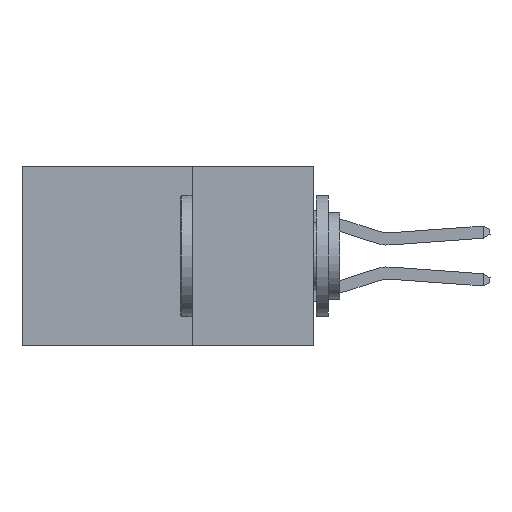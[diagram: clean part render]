
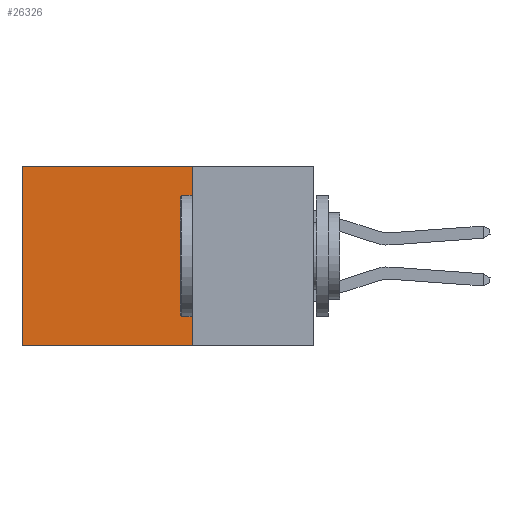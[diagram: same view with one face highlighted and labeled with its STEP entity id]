
A CAD part, left-side view. The second image highlights one B-rep face of the part: STEP entity #26326.
In plain terms, the highlighted planar face has unit normal (-1, 0, 0).
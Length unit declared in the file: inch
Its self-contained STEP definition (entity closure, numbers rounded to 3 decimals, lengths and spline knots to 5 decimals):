
#169 = EDGE_LOOP ( 'NONE', ( #15040, #39579, #16513, #34011 ) ) ;
#2046 = EDGE_CURVE ( 'NONE', #27878, #30744, #28231, .T. ) ;
#2590 = VECTOR ( 'NONE', #35906, 39.37008 ) ;
#2701 = CARTESIAN_POINT ( 'NONE',  ( 0.2875, 0.25, 0. ) ) ;
#5030 = CARTESIAN_POINT ( 'NONE',  ( 0.2875, 0.6, -0.37 ) ) ;
#6198 = LINE ( 'NONE', #2701, #37718 ) ;
#14972 = VERTEX_POINT ( 'NONE', #23883 ) ;
#15040 = ORIENTED_EDGE ( 'NONE', *, *, #2046, .T. ) ;
#15100 = CARTESIAN_POINT ( 'NONE',  ( 0.2875, 0.25, 0. ) ) ;
#16513 = ORIENTED_EDGE ( 'NONE', *, *, #25858, .F. ) ;
#17402 = CARTESIAN_POINT ( 'NONE',  ( 0.2875, 0.25, 0. ) ) ;
#18080 = DIRECTION ( 'NONE',  ( 0., 1., 0. ) ) ;
#19795 = VERTEX_POINT ( 'NONE', #28908 ) ;
#22107 = PLANE ( 'NONE',  #37467 ) ;
#23883 = CARTESIAN_POINT ( 'NONE',  ( 0.2875, 0.25, 0. ) ) ;
#25858 = EDGE_CURVE ( 'NONE', #14972, #19795, #6198, .T. ) ;
#26326 = ADVANCED_FACE ( 'NONE', ( #28692 ), #22107, .F. ) ;
#26866 = VECTOR ( 'NONE', #27383, 39.37008 ) ;
#27383 = DIRECTION ( 'NONE',  ( 0., 1., 0. ) ) ;
#27878 = VERTEX_POINT ( 'NONE', #28407 ) ;
#28231 = LINE ( 'NONE', #36052, #2590 ) ;
#28407 = CARTESIAN_POINT ( 'NONE',  ( 0.2875, 0.6, 0. ) ) ;
#28692 = FACE_OUTER_BOUND ( 'NONE', #169, .T. ) ;
#28783 = LINE ( 'NONE', #17402, #40746 ) ;
#28908 = CARTESIAN_POINT ( 'NONE',  ( 0.2875, 0.25, -0.37 ) ) ;
#30744 = VERTEX_POINT ( 'NONE', #5030 ) ;
#31039 = DIRECTION ( 'NONE',  ( 0., 0., -1. ) ) ;
#34011 = ORIENTED_EDGE ( 'NONE', *, *, #34166, .T. ) ;
#34166 = EDGE_CURVE ( 'NONE', #14972, #27878, #28783, .T. ) ;
#35906 = DIRECTION ( 'NONE',  ( 0., 0., -1. ) ) ;
#36052 = CARTESIAN_POINT ( 'NONE',  ( 0.2875, 0.6, 0. ) ) ;
#36874 = CARTESIAN_POINT ( 'NONE',  ( 0.2875, 0.25, -0.37 ) ) ;
#37444 = DIRECTION ( 'NONE',  ( 1., 0., 0. ) ) ;
#37467 = AXIS2_PLACEMENT_3D ( 'NONE', #15100, #37444, #40654 ) ;
#37718 = VECTOR ( 'NONE', #31039, 39.37008 ) ;
#39165 = EDGE_CURVE ( 'NONE', #19795, #30744, #41262, .T. ) ;
#39579 = ORIENTED_EDGE ( 'NONE', *, *, #39165, .F. ) ;
#40654 = DIRECTION ( 'NONE',  ( 0., 0., -1. ) ) ;
#40746 = VECTOR ( 'NONE', #18080, 39.37008 ) ;
#41262 = LINE ( 'NONE', #36874, #26866 ) ;
